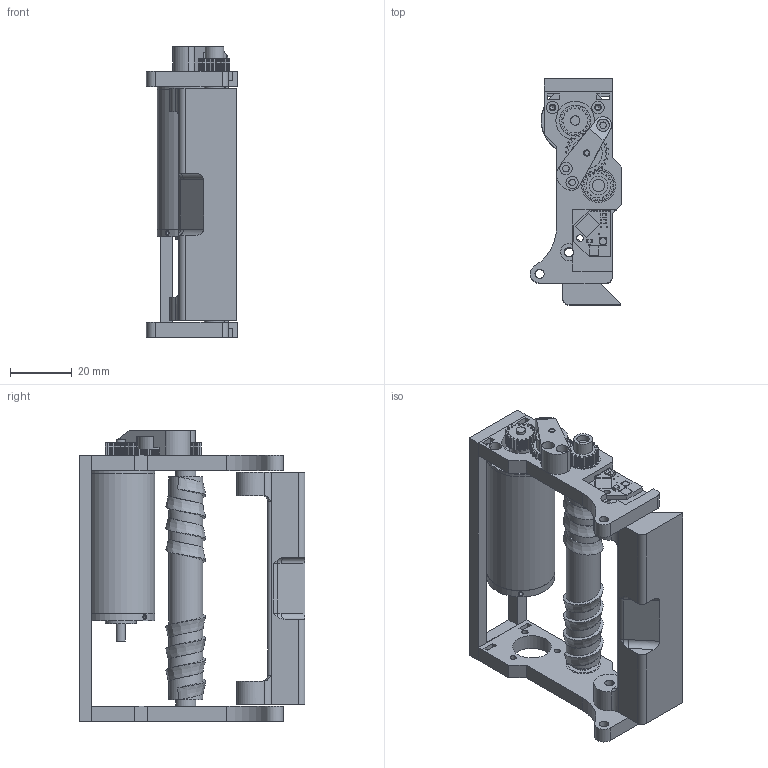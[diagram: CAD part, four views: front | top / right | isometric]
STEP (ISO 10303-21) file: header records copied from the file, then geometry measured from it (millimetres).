
FILE_DESCRIPTION(/* description */ (''),/* implementation_level */ '2;1');
FILE_NAME(/* name */ 'Dribbler-3-gears-new.stp',/* time_stamp */ '2021-05-15T15:04:33-03:00',/* author */ ('Ed'),/* organization */ (''),/* preprocessor_version */ 'ST-DEVELOPER v18',/* originating_system */ 'Autodesk Inventor 2020',/* authorisation */ '');
FILE_SCHEMA (('AUTOMOTIVE_DESIGN { 1 0 10303 214 3 1 1 }'));
Length unit declared in the file: millimetre
Products named in the file (29): Dribbler-3-gears-new; PartA_3gears_3D; MaxonECmax22-25W; Eixo; PartC; PartB_3gears_3D; Kugellager 685-ZZ-C3; gear_z18_21101800_di3; gear_z18_21101800(modified); Middle_Gear; Ritzel schmal z26_machined; Kugellager 692-ZZ; pino; PartD_3D; Dribblerschnecke; ChipKicker_v2020_3D; PCB Component; Board; 1X04-1MM-RA; 1X04-1MM-RA_1; 1X04-1MM-RA_2; SOT23; LED-GULLR; LED-GULLR_1; R0805; R0805_1; SOT23-5; C0805K; SOT23-WIDE
Assembly tree (31 placements, depth 3):
  Dribbler-3-gears-new
    PartA_3gears_3D
    Kugellager 685-ZZ-C3  x2
    MaxonECmax22-25W
    Eixo
    PartC
    PartB_3gears_3D
    gear_z18_21101800_di3
    gear_z18_21101800(modified)
    Middle_Gear
      Ritzel schmal z26_machined
      Kugellager 692-ZZ  x2
      pino
    PartD_3D
    Dribblerschnecke
    ChipKicker_v2020_3D
    PCB Component
      Board
      1X04-1MM-RA
      1X04-1MM-RA_1
      1X04-1MM-RA_2
      SOT23
      LED-GULLR
      LED-GULLR_1
      R0805
      R0805_1
      SOT23-5
      C0805K  x2
      SOT23-WIDE
Bounding box: 29.5 x 73 x 94 mm (x, y, z)
Volume: 53159.5 mm3; surface area: 31764.7 mm2
Topology: 23 solids, 30 shells, 900 faces, 2401 edges, 1582 vertices
Faces by surface type: plane 512, cylinder 299, cone 61, bspline 14, sphere 8, torus 6
Full cylindrical faces by diameter (mm): 0.35 x4, 1.25 x4, 1.4 x16, 1.6 x7, 2 x20, 2.1 x9, 2.2 x1, 2.3 x1, 2.5 x4, 3 x13, 3.2 x4, 4 x8, 5 x8, 6 x6, 6.5 x1, 6.6 x4, 7.8 x1, 8.2 x1, 10 x7, 11 x9, 12.5 x2, 21.9 x1, 22 x1
Entity records: 33674 total; most frequent: CARTESIAN_POINT 10303, DIRECTION 4679, ORIENTED_EDGE 4548, EDGE_CURVE 2290, AXIS2_PLACEMENT_3D 1650, VERTEX_POINT 1510, LINE 1379, VECTOR 1379
